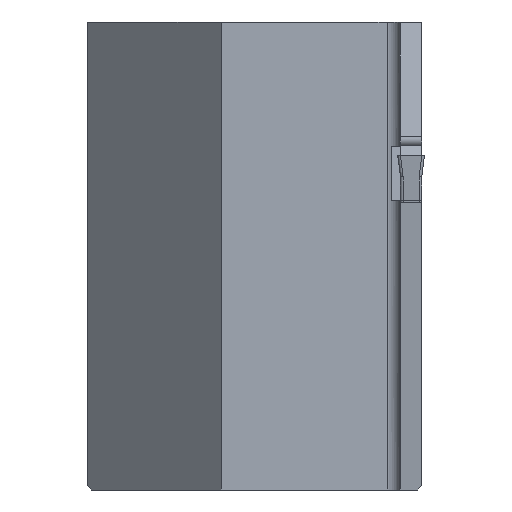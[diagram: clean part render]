
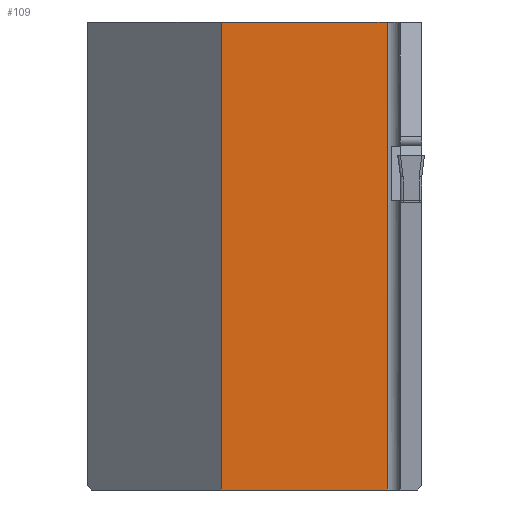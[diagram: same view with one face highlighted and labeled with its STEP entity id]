
A CAD part, left-side view. The second image highlights one B-rep face of the part: STEP entity #109.
In plain terms, the highlighted planar face has unit normal (-1, 0, 0).
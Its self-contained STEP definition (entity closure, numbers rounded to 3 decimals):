
#109=ADVANCED_FACE('',(#223),#175,.F.);
#175=PLANE('',#1206);
#223=FACE_OUTER_BOUND('',#289,.T.);
#289=EDGE_LOOP('',(#451,#452,#453,#454));
#451=ORIENTED_EDGE('',*,*,#796,.F.);
#452=ORIENTED_EDGE('',*,*,#835,.T.);
#453=ORIENTED_EDGE('',*,*,#816,.T.);
#454=ORIENTED_EDGE('',*,*,#836,.T.);
#691=VERTEX_POINT('',#1629);
#695=VERTEX_POINT('',#1637);
#709=VERTEX_POINT('',#1677);
#710=VERTEX_POINT('',#1679);
#796=EDGE_CURVE('',#695,#691,#955,.T.);
#816=EDGE_CURVE('',#710,#709,#974,.T.);
#835=EDGE_CURVE('',#695,#710,#993,.T.);
#836=EDGE_CURVE('',#709,#691,#994,.T.);
#955=LINE('',#1638,#1078);
#974=LINE('',#1678,#1097);
#993=LINE('',#1715,#1116);
#994=LINE('',#1716,#1117);
#1078=VECTOR('',#1309,1.);
#1097=VECTOR('',#1342,1.);
#1116=VECTOR('',#1387,1.);
#1117=VECTOR('',#1388,1.);
#1206=AXIS2_PLACEMENT_3D('',#1717,#1389,#1390);
#1309=DIRECTION('',(0.,-1.,0.));
#1342=DIRECTION('',(0.,-1.,0.));
#1387=DIRECTION('',(0.,0.,-1.));
#1388=DIRECTION('',(0.,0.,1.));
#1389=DIRECTION('',(1.,0.,0.));
#1390=DIRECTION('',(0.,0.,-1.));
#1629=CARTESIAN_POINT('',(18.,-22.4,10.));
#1637=CARTESIAN_POINT('',(18.,-10.,10.));
#1638=CARTESIAN_POINT('',(18.,1.6,10.));
#1677=CARTESIAN_POINT('',(18.,-22.4,-25.));
#1678=CARTESIAN_POINT('',(18.,1.6,-25.));
#1679=CARTESIAN_POINT('',(18.,-10.,-25.));
#1715=CARTESIAN_POINT('',(18.,-10.,-30.));
#1716=CARTESIAN_POINT('',(18.,-22.4,10.));
#1717=CARTESIAN_POINT('',(18.,1.6,-25.));
